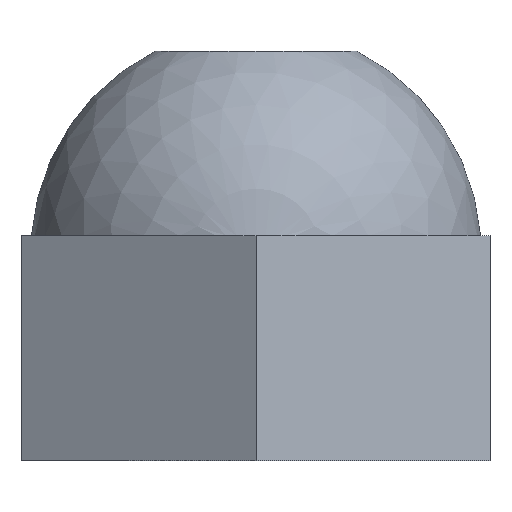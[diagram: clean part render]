
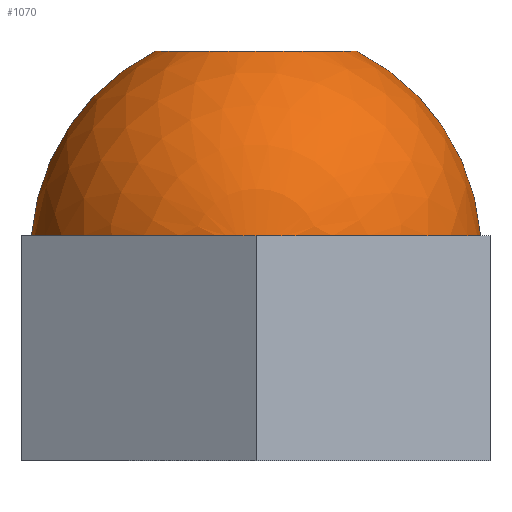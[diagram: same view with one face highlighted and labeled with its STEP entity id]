
A CAD part, front view. The second image highlights one B-rep face of the part: STEP entity #1070.
In plain terms, the highlighted spherical face has radius 10 mm.
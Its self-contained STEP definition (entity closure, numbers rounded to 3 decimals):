
#111 = DIRECTION ( 'NONE',  ( -1., 0., 0. ) ) ;
#126 = ORIENTED_EDGE ( 'NONE', *, *, #1720, .T. ) ;
#187 = CARTESIAN_POINT ( 'NONE',  ( -9.972, 0., 10. ) ) ;
#254 = VERTEX_POINT ( 'NONE', #187 ) ;
#329 = VERTEX_POINT ( 'NONE', #2154 ) ;
#389 = CARTESIAN_POINT ( 'NONE',  ( 0., 0., 18.201 ) ) ;
#471 = DIRECTION ( 'NONE',  ( 0., 0., -1. ) ) ;
#520 = ORIENTED_EDGE ( 'NONE', *, *, #1471, .F. ) ;
#549 = SPHERICAL_SURFACE ( 'NONE', #936, 10. ) ;
#690 = CIRCLE ( 'NONE', #1207, 9.972 ) ;
#903 = AXIS2_PLACEMENT_3D ( 'NONE', #1204, #1191, #1546 ) ;
#932 = DIRECTION ( 'NONE',  ( 0., 0., -1. ) ) ;
#936 = AXIS2_PLACEMENT_3D ( 'NONE', #1265, #1230, #1027 ) ;
#1027 = DIRECTION ( 'NONE',  ( -1., 0., 0. ) ) ;
#1070 = ADVANCED_FACE ( 'NONE', ( #2014 ), #549, .T. ) ;
#1156 = CARTESIAN_POINT ( 'NONE',  ( -4.46, 0., 18.201 ) ) ;
#1189 = DIRECTION ( 'NONE',  ( -1., 0., 0. ) ) ;
#1191 = DIRECTION ( 'NONE',  ( 0., -1., 0. ) ) ;
#1204 = CARTESIAN_POINT ( 'NONE',  ( 0., 0., 9.251 ) ) ;
#1207 = AXIS2_PLACEMENT_3D ( 'NONE', #1522, #471, #1189 ) ;
#1220 = ORIENTED_EDGE ( 'NONE', *, *, #2201, .F. ) ;
#1230 = DIRECTION ( 'NONE',  ( 0., 1., 0. ) ) ;
#1265 = CARTESIAN_POINT ( 'NONE',  ( 0., 0., 9.251 ) ) ;
#1317 = CIRCLE ( 'NONE', #1793, 4.46 ) ;
#1441 = CARTESIAN_POINT ( 'NONE',  ( 4.46, 0., 18.201 ) ) ;
#1471 = EDGE_CURVE ( 'NONE', #1977, #329, #2140, .T. ) ;
#1522 = CARTESIAN_POINT ( 'NONE',  ( 0., 0., 10. ) ) ;
#1546 = DIRECTION ( 'NONE',  ( 0., 0., -1. ) ) ;
#1555 = VERTEX_POINT ( 'NONE', #1156 ) ;
#1720 = EDGE_CURVE ( 'NONE', #1555, #254, #1748, .T. ) ;
#1727 = ORIENTED_EDGE ( 'NONE', *, *, #2364, .T. ) ;
#1748 = CIRCLE ( 'NONE', #903, 10. ) ;
#1793 = AXIS2_PLACEMENT_3D ( 'NONE', #389, #932, #1861 ) ;
#1861 = DIRECTION ( 'NONE',  ( -1., 0., 0. ) ) ;
#1977 = VERTEX_POINT ( 'NONE', #1441 ) ;
#1983 = AXIS2_PLACEMENT_3D ( 'NONE', #2153, #2166, #111 ) ;
#1994 = EDGE_LOOP ( 'NONE', ( #520, #1727, #126, #1220 ) ) ;
#2014 = FACE_OUTER_BOUND ( 'NONE', #1994, .T. ) ;
#2140 = CIRCLE ( 'NONE', #1983, 10. ) ;
#2153 = CARTESIAN_POINT ( 'NONE',  ( 0., 0., 9.251 ) ) ;
#2154 = CARTESIAN_POINT ( 'NONE',  ( 9.972, 0., 10. ) ) ;
#2166 = DIRECTION ( 'NONE',  ( 0., 1., 0. ) ) ;
#2201 = EDGE_CURVE ( 'NONE', #329, #254, #690, .T. ) ;
#2364 = EDGE_CURVE ( 'NONE', #1977, #1555, #1317, .T. ) ;
